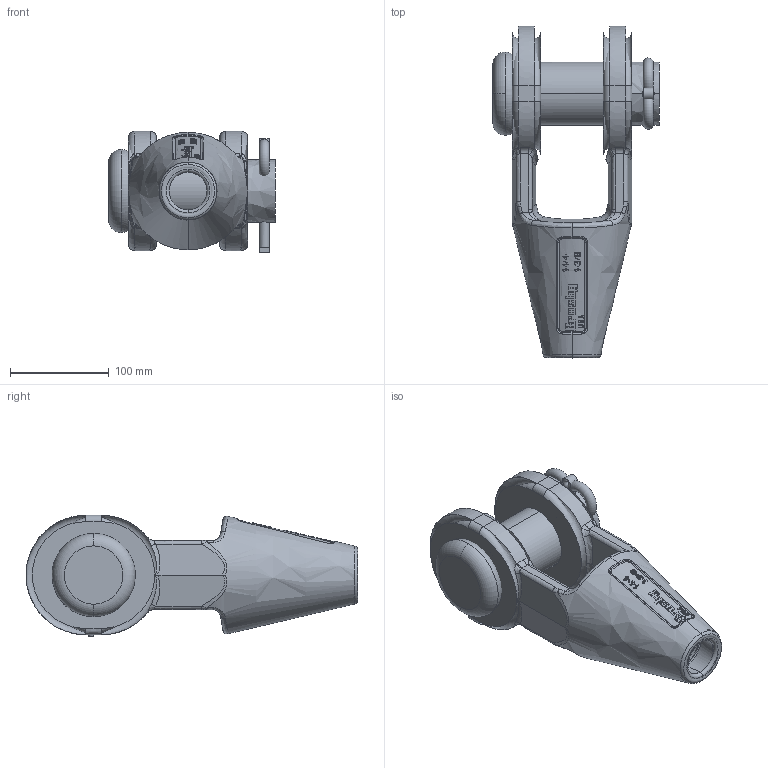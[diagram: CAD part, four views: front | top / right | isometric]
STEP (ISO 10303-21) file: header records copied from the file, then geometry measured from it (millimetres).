
FILE_DESCRIPTION((''),'2;1');
FILE_NAME('CROSBY_416_138_1039771-1039780','2011-08-31T',('Alan Doughty'),('The Crosby Group LLC'),'PRO/ENGINEER BY PARAMETRIC TECHNOLOGY CORPORATION, 2010230','PRO/ENGINEER BY PARAMETRIC TECHNOLOGY CORPORATION, 2010230','');
FILE_SCHEMA(('CONFIG_CONTROL_DESIGN'));
Products named in the file (1): CROSBY_416_138_1039771-1039780
Bounding box: 168.15 x 335.44 x 122.56 mm (x, y, z)
Surface area: 330528.7 mm2 (no closed solid volume)
Topology: 0 solids, 0 shells, 470 faces, 2438 edges, 2421 vertices
Faces by surface type: bspline 447, torus 23
Entity records: 43167 total; most frequent: CARTESIAN_POINT 25112, DEFINITIONAL_REPRESENTATION 2404, PCURVE 2404, COMPOSITE_CURVE_SEGMENT 2404, DIRECTION 2161, TRIMMED_CURVE 1817, B_SPLINE_CURVE_WITH_KNOTS 1789, VECTOR 1519
